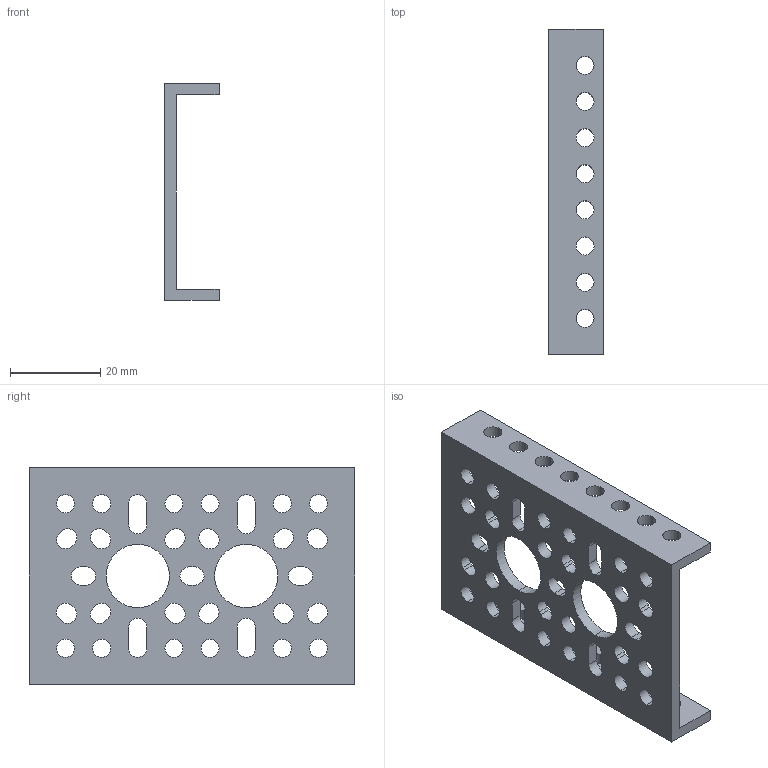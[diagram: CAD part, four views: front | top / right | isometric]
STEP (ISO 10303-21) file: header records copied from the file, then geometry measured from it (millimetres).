
FILE_DESCRIPTION (( 'STEP AP203' ), '1' );
FILE_NAME ('1107-0002-0072 rev1.STEP', '2017-05-05T16:41:14', ( '' ), ( '' ), 'SwSTEP 2.0', 'SolidWorks 2016', '' );
FILE_SCHEMA (( 'CONFIG_CONTROL_DESIGN' ));
Length unit declared in the file: millimetre
Products named in the file (1): 1107-0002-0072 rev1
Bounding box: 12 x 72 x 48 mm (x, y, z)
Volume: 9502.8 mm3; surface area: 10149.2 mm2
Topology: 1 solids, 1 shells, 162 faces, 480 edges, 320 vertices
Faces by surface type: cylinder 114, plane 48
Entity records: 5805 total; most frequent: DIRECTION 1034, CARTESIAN_POINT 963, ORIENTED_EDGE 960, EDGE_CURVE 480, AXIS2_PLACEMENT_3D 391, VERTEX_POINT 320, EDGE_LOOP 260, LINE 252
